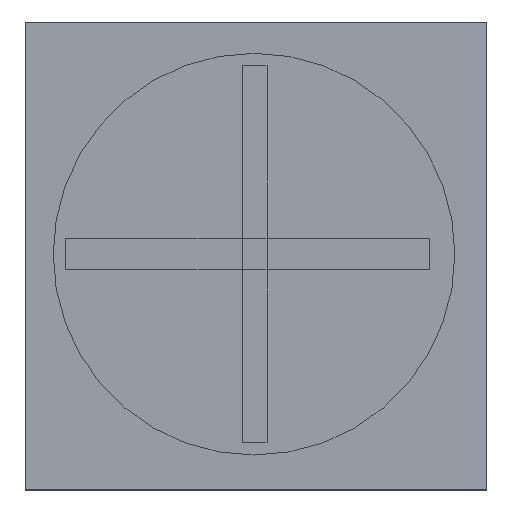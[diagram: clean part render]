
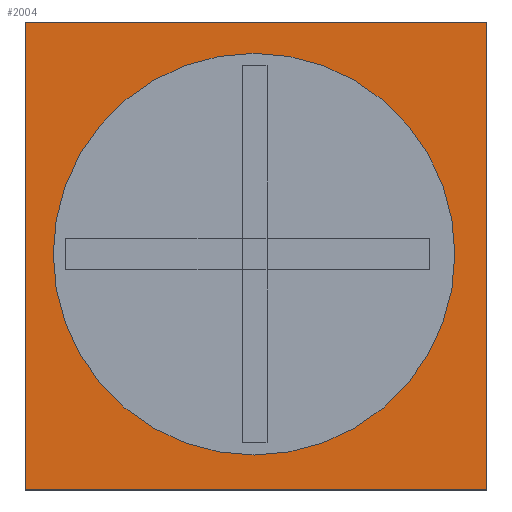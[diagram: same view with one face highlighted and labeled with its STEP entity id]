
A CAD part, top view. The second image highlights one B-rep face of the part: STEP entity #2004.
In plain terms, the highlighted planar face has unit normal (0, 0, 1).
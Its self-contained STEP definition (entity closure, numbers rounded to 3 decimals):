
#1720 = PLANE('',#1721);
#1721 = AXIS2_PLACEMENT_3D('',#1722,#1723,#1724);
#1722 = CARTESIAN_POINT('',(2.518,4.55,8.869));
#1723 = DIRECTION('',(0.,1.,0.));
#1724 = DIRECTION('',(0.,0.,1.));
#1745 = VERTEX_POINT('',#1746);
#1746 = CARTESIAN_POINT('',(-1.967,4.55,10.048));
#1760 = PLANE('',#1761);
#1761 = AXIS2_PLACEMENT_3D('',#1762,#1763,#1764);
#1762 = CARTESIAN_POINT('',(-1.967,4.55,7.691));
#1763 = DIRECTION('',(-1.,0.,0.));
#1764 = DIRECTION('',(0.,0.,1.));
#1772 = EDGE_CURVE('',#1745,#1773,#1775,.T.);
#1773 = VERTEX_POINT('',#1774);
#1774 = CARTESIAN_POINT('',(7.003,4.55,10.048));
#1775 = SURFACE_CURVE('',#1776,(#1780,#1787),.PCURVE_S1.);
#1776 = LINE('',#1777,#1778);
#1777 = CARTESIAN_POINT('',(-1.967,4.55,10.048));
#1778 = VECTOR('',#1779,1.);
#1779 = DIRECTION('',(1.,0.,0.));
#1780 = PCURVE('',#1720,#1781);
#1781 = DEFINITIONAL_REPRESENTATION('',(#1782),#1786);
#1782 = LINE('',#1783,#1784);
#1783 = CARTESIAN_POINT('',(1.178,-4.485));
#1784 = VECTOR('',#1785,1.);
#1785 = DIRECTION('',(0.,1.));
#1786 = ( GEOMETRIC_REPRESENTATION_CONTEXT(2) 
PARAMETRIC_REPRESENTATION_CONTEXT() REPRESENTATION_CONTEXT('2D SPACE',''
  ) );
#1787 = PCURVE('',#1788,#1793);
#1788 = PLANE('',#1789);
#1789 = AXIS2_PLACEMENT_3D('',#1790,#1791,#1792);
#1790 = CARTESIAN_POINT('',(-1.967,4.55,10.048));
#1791 = DIRECTION('',(0.,0.,1.));
#1792 = DIRECTION('',(1.,0.,0.));
#1793 = DEFINITIONAL_REPRESENTATION('',(#1794),#1798);
#1794 = LINE('',#1795,#1796);
#1795 = CARTESIAN_POINT('',(0.,0.));
#1796 = VECTOR('',#1797,1.);
#1797 = DIRECTION('',(1.,0.));
#1798 = ( GEOMETRIC_REPRESENTATION_CONTEXT(2) 
PARAMETRIC_REPRESENTATION_CONTEXT() REPRESENTATION_CONTEXT('2D SPACE',''
  ) );
#1814 = PLANE('',#1815);
#1815 = AXIS2_PLACEMENT_3D('',#1816,#1817,#1818);
#1816 = CARTESIAN_POINT('',(7.003,4.55,10.048));
#1817 = DIRECTION('',(1.,0.,0.));
#1818 = DIRECTION('',(0.,0.,-1.));
#1935 = VERTEX_POINT('',#1936);
#1936 = CARTESIAN_POINT('',(-1.427,0.033,10.048
    ));
#1945 = CYLINDRICAL_SURFACE('',#1946,3.907);
#1946 = AXIS2_PLACEMENT_3D('',#1947,#1948,#1949);
#1947 = CARTESIAN_POINT('',(2.48,0.033,10.048));
#1948 = DIRECTION('',(0.,0.,-1.));
#1949 = DIRECTION('',(-1.,0.,0.));
#1984 = EDGE_CURVE('',#1935,#1935,#1985,.T.);
#1985 = SURFACE_CURVE('',#1986,(#1991,#1997),.PCURVE_S1.);
#1986 = CIRCLE('',#1987,3.907);
#1987 = AXIS2_PLACEMENT_3D('',#1988,#1989,#1990);
#1988 = CARTESIAN_POINT('',(2.48,0.033,10.048));
#1989 = DIRECTION('',(0.,0.,1.));
#1990 = DIRECTION('',(-1.,0.,0.));
#1991 = PCURVE('',#1945,#1992);
#1992 = DEFINITIONAL_REPRESENTATION('',(#1993),#1996);
#1993 = B_SPLINE_CURVE_WITH_KNOTS('',1,(#1994,#1995),.UNSPECIFIED.,.F.,
  .F.,(2,2),(0.,6.283),.PIECEWISE_BEZIER_KNOTS.);
#1994 = CARTESIAN_POINT('',(0.,0.));
#1995 = CARTESIAN_POINT('',(-6.283,0.));
#1996 = ( GEOMETRIC_REPRESENTATION_CONTEXT(2) 
PARAMETRIC_REPRESENTATION_CONTEXT() REPRESENTATION_CONTEXT('2D SPACE',''
  ) );
#1997 = PCURVE('',#1788,#1998);
#1998 = DEFINITIONAL_REPRESENTATION('',(#1999),#2003);
#1999 = CIRCLE('',#2000,3.907);
#2000 = AXIS2_PLACEMENT_2D('',#2001,#2002);
#2001 = CARTESIAN_POINT('',(4.447,-4.517));
#2002 = DIRECTION('',(-1.,0.));
#2003 = ( GEOMETRIC_REPRESENTATION_CONTEXT(2) 
PARAMETRIC_REPRESENTATION_CONTEXT() REPRESENTATION_CONTEXT('2D SPACE',''
  ) );
#2004 = ADVANCED_FACE('',(#2005,#2080),#1788,.T.);
#2005 = FACE_BOUND('',#2006,.T.);
#2006 = EDGE_LOOP('',(#2007,#2030,#2058,#2079));
#2007 = ORIENTED_EDGE('',*,*,#2008,.T.);
#2008 = EDGE_CURVE('',#1745,#2009,#2011,.T.);
#2009 = VERTEX_POINT('',#2010);
#2010 = CARTESIAN_POINT('',(-1.967,-4.55,10.048));
#2011 = SURFACE_CURVE('',#2012,(#2016,#2023),.PCURVE_S1.);
#2012 = LINE('',#2013,#2014);
#2013 = CARTESIAN_POINT('',(-1.967,4.55,10.048));
#2014 = VECTOR('',#2015,1.);
#2015 = DIRECTION('',(0.,-1.,0.));
#2016 = PCURVE('',#1788,#2017);
#2017 = DEFINITIONAL_REPRESENTATION('',(#2018),#2022);
#2018 = LINE('',#2019,#2020);
#2019 = CARTESIAN_POINT('',(0.,0.));
#2020 = VECTOR('',#2021,1.);
#2021 = DIRECTION('',(0.,-1.));
#2022 = ( GEOMETRIC_REPRESENTATION_CONTEXT(2) 
PARAMETRIC_REPRESENTATION_CONTEXT() REPRESENTATION_CONTEXT('2D SPACE',''
  ) );
#2023 = PCURVE('',#1760,#2024);
#2024 = DEFINITIONAL_REPRESENTATION('',(#2025),#2029);
#2025 = LINE('',#2026,#2027);
#2026 = CARTESIAN_POINT('',(2.357,0.));
#2027 = VECTOR('',#2028,1.);
#2028 = DIRECTION('',(0.,-1.));
#2029 = ( GEOMETRIC_REPRESENTATION_CONTEXT(2) 
PARAMETRIC_REPRESENTATION_CONTEXT() REPRESENTATION_CONTEXT('2D SPACE',''
  ) );
#2030 = ORIENTED_EDGE('',*,*,#2031,.T.);
#2031 = EDGE_CURVE('',#2009,#2032,#2034,.T.);
#2032 = VERTEX_POINT('',#2033);
#2033 = CARTESIAN_POINT('',(7.003,-4.55,10.048));
#2034 = SURFACE_CURVE('',#2035,(#2039,#2046),.PCURVE_S1.);
#2035 = LINE('',#2036,#2037);
#2036 = CARTESIAN_POINT('',(-1.967,-4.55,10.048));
#2037 = VECTOR('',#2038,1.);
#2038 = DIRECTION('',(1.,0.,0.));
#2039 = PCURVE('',#1788,#2040);
#2040 = DEFINITIONAL_REPRESENTATION('',(#2041),#2045);
#2041 = LINE('',#2042,#2043);
#2042 = CARTESIAN_POINT('',(0.,-9.1));
#2043 = VECTOR('',#2044,1.);
#2044 = DIRECTION('',(1.,0.));
#2045 = ( GEOMETRIC_REPRESENTATION_CONTEXT(2) 
PARAMETRIC_REPRESENTATION_CONTEXT() REPRESENTATION_CONTEXT('2D SPACE',''
  ) );
#2046 = PCURVE('',#2047,#2052);
#2047 = PLANE('',#2048);
#2048 = AXIS2_PLACEMENT_3D('',#2049,#2050,#2051);
#2049 = CARTESIAN_POINT('',(2.518,-4.55,8.869));
#2050 = DIRECTION('',(0.,1.,0.));
#2051 = DIRECTION('',(0.,0.,1.));
#2052 = DEFINITIONAL_REPRESENTATION('',(#2053),#2057);
#2053 = LINE('',#2054,#2055);
#2054 = CARTESIAN_POINT('',(1.178,-4.485));
#2055 = VECTOR('',#2056,1.);
#2056 = DIRECTION('',(0.,1.));
#2057 = ( GEOMETRIC_REPRESENTATION_CONTEXT(2) 
PARAMETRIC_REPRESENTATION_CONTEXT() REPRESENTATION_CONTEXT('2D SPACE',''
  ) );
#2058 = ORIENTED_EDGE('',*,*,#2059,.F.);
#2059 = EDGE_CURVE('',#1773,#2032,#2060,.T.);
#2060 = SURFACE_CURVE('',#2061,(#2065,#2072),.PCURVE_S1.);
#2061 = LINE('',#2062,#2063);
#2062 = CARTESIAN_POINT('',(7.003,4.55,10.048));
#2063 = VECTOR('',#2064,1.);
#2064 = DIRECTION('',(0.,-1.,0.));
#2065 = PCURVE('',#1788,#2066);
#2066 = DEFINITIONAL_REPRESENTATION('',(#2067),#2071);
#2067 = LINE('',#2068,#2069);
#2068 = CARTESIAN_POINT('',(8.97,0.));
#2069 = VECTOR('',#2070,1.);
#2070 = DIRECTION('',(0.,-1.));
#2071 = ( GEOMETRIC_REPRESENTATION_CONTEXT(2) 
PARAMETRIC_REPRESENTATION_CONTEXT() REPRESENTATION_CONTEXT('2D SPACE',''
  ) );
#2072 = PCURVE('',#1814,#2073);
#2073 = DEFINITIONAL_REPRESENTATION('',(#2074),#2078);
#2074 = LINE('',#2075,#2076);
#2075 = CARTESIAN_POINT('',(0.,0.));
#2076 = VECTOR('',#2077,1.);
#2077 = DIRECTION('',(0.,-1.));
#2078 = ( GEOMETRIC_REPRESENTATION_CONTEXT(2) 
PARAMETRIC_REPRESENTATION_CONTEXT() REPRESENTATION_CONTEXT('2D SPACE',''
  ) );
#2079 = ORIENTED_EDGE('',*,*,#1772,.F.);
#2080 = FACE_BOUND('',#2081,.T.);
#2081 = EDGE_LOOP('',(#2082));
#2082 = ORIENTED_EDGE('',*,*,#1984,.F.);
